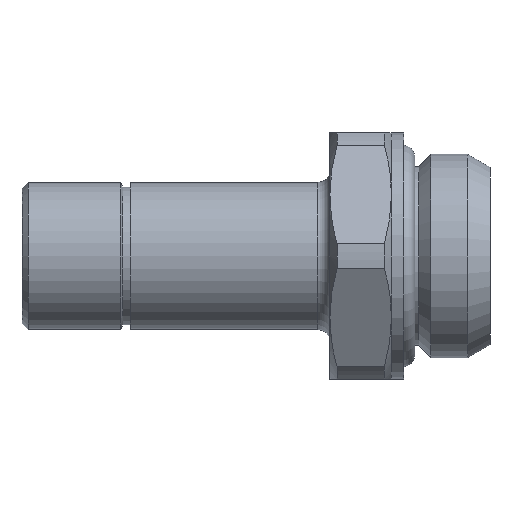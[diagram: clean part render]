
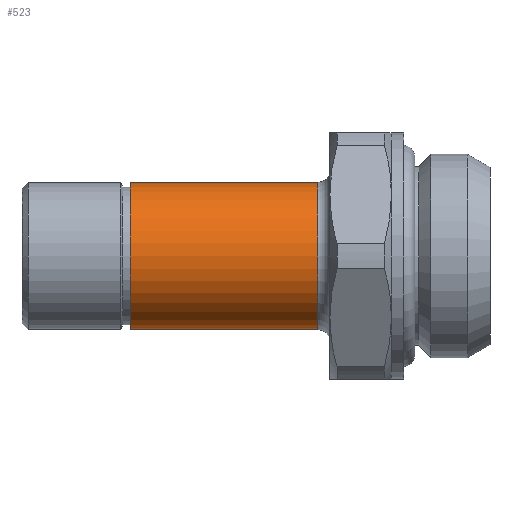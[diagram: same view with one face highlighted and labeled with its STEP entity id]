
A CAD part, left-side view. The second image highlights one B-rep face of the part: STEP entity #523.
In plain terms, the highlighted cylindrical face has radius 5.975 mm (diameter 11.95 mm), a partial arc.
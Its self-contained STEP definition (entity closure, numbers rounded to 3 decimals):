
#5 = VERTEX_POINT ( 'NONE', #637 ) ;
#56 = VERTEX_POINT ( 'NONE', #745 ) ;
#115 = VERTEX_POINT ( 'NONE', #825 ) ;
#117 = EDGE_CURVE ( 'NONE', #56, #118, #849, .T. ) ;
#118 = VERTEX_POINT ( 'NONE', #845 ) ;
#120 = EDGE_CURVE ( 'NONE', #5, #118, #801, .T. ) ;
#136 = EDGE_CURVE ( 'NONE', #115, #5, #862, .T. ) ;
#431 = EDGE_CURVE ( 'NONE', #115, #56, #1496, .T. ) ;
#457 = ORIENTED_EDGE ( 'NONE', *, *, #431, .T. ) ;
#471 = EDGE_LOOP ( 'NONE', ( #522, #457, #474, #530 ) ) ;
#474 = ORIENTED_EDGE ( 'NONE', *, *, #117, .T. ) ;
#522 = ORIENTED_EDGE ( 'NONE', *, *, #136, .F. ) ;
#523 = ADVANCED_FACE ( 'NONE', ( #1679 ), #1678, .T. ) ;
#530 = ORIENTED_EDGE ( 'NONE', *, *, #120, .F. ) ;
#637 = CARTESIAN_POINT ( 'NONE',  ( 0., 14., 5.975 ) ) ;
#745 = CARTESIAN_POINT ( 'NONE',  ( 0., 29.225, -5.975 ) ) ;
#797 = DIRECTION ( 'NONE',  ( 0., 0., -1. ) ) ;
#798 = DIRECTION ( 'NONE',  ( 0., -1., 0. ) ) ;
#799 = CARTESIAN_POINT ( 'NONE',  ( 0., 14., 0. ) ) ;
#800 = AXIS2_PLACEMENT_3D ( 'NONE', #799, #798, #797 ) ;
#801 = CIRCLE ( 'NONE', #800, 5.975 ) ;
#825 = CARTESIAN_POINT ( 'NONE',  ( 0., 29.225, 5.975 ) ) ;
#845 = CARTESIAN_POINT ( 'NONE',  ( 0., 14., -5.975 ) ) ;
#846 = DIRECTION ( 'NONE',  ( 0., -1., 0. ) ) ;
#847 = VECTOR ( 'NONE', #846, 1000. ) ;
#848 = CARTESIAN_POINT ( 'NONE',  ( 0., 0., -5.975 ) ) ;
#849 = LINE ( 'NONE', #848, #847 ) ;
#859 = DIRECTION ( 'NONE',  ( 0., -1., 0. ) ) ;
#860 = VECTOR ( 'NONE', #859, 1000. ) ;
#861 = CARTESIAN_POINT ( 'NONE',  ( 0., 0., 5.975 ) ) ;
#862 = LINE ( 'NONE', #861, #860 ) ;
#1493 = DIRECTION ( 'NONE',  ( 0., 0., -1. ) ) ;
#1494 = DIRECTION ( 'NONE',  ( 0., -1., 0. ) ) ;
#1495 = AXIS2_PLACEMENT_3D ( 'NONE', #1503, #1494, #1493 ) ;
#1496 = CIRCLE ( 'NONE', #1495, 5.975 ) ;
#1503 = CARTESIAN_POINT ( 'NONE',  ( 0., 29.225, 0. ) ) ;
#1674 = DIRECTION ( 'NONE',  ( 0., 0., -1. ) ) ;
#1675 = DIRECTION ( 'NONE',  ( 0., -1., 0. ) ) ;
#1676 = CARTESIAN_POINT ( 'NONE',  ( 0., 0., 0. ) ) ;
#1677 = AXIS2_PLACEMENT_3D ( 'NONE', #1676, #1675, #1674 ) ;
#1678 = CYLINDRICAL_SURFACE ( 'NONE', #1677, 5.975 ) ;
#1679 = FACE_OUTER_BOUND ( 'NONE', #471, .T. ) ;
